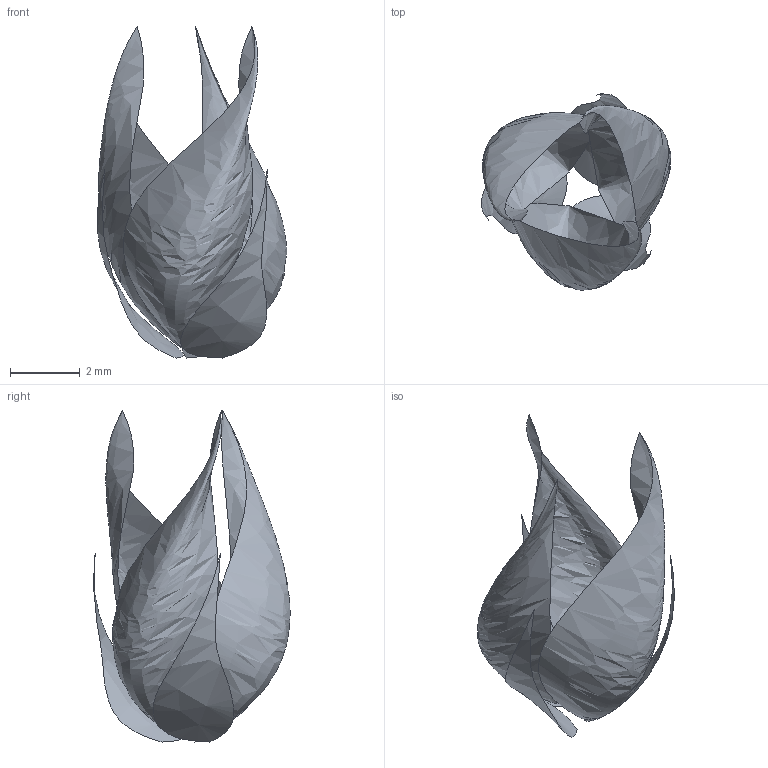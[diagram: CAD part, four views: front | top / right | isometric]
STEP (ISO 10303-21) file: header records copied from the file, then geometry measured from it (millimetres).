
FILE_DESCRIPTION(/* description */ (''),/* implementation_level */ '2;1');
FILE_NAME(/* name */ 'flower_center',/* time_stamp */ '2015-05-07T13:18:56-07:00',/* author */ (''),/* organization */ (''),/* preprocessor_version */ 'ST-DEVELOPER v15',/* originating_system */ '',/* authorisation */ '');
FILE_SCHEMA (('AUTOMOTIVE_DESIGN'));
Length unit declared in the file: foot
Products named in the file (1): Document
Bounding box: 5.41 x 5.61 x 9.49 mm (x, y, z)
Surface area: 118.8 mm2 (no closed solid volume)
Topology: 0 solids, 6 shells, 6 faces, 22 edges, 20 vertices
Faces by surface type: bspline 6
Entity records: 514 total; most frequent: CARTESIAN_POINT 386, B_SPLINE_CURVE_WITH_KNOTS 16, ORIENTED_EDGE 12, EDGE_CURVE 12, VERTEX_POINT 12, PRESENTATION_LAYER_ASSIGNMENT 10, SHELL_BASED_SURFACE_MODEL 6, OPEN_SHELL 6
